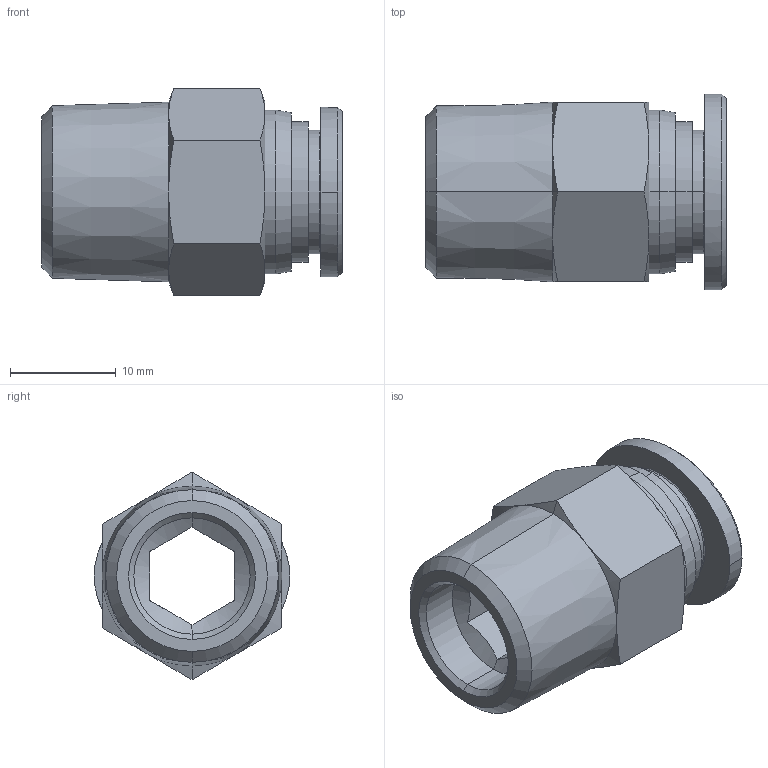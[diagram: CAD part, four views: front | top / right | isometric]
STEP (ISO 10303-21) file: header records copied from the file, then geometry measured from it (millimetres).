
FILE_DESCRIPTION((''),'2;1');
FILE_NAME('GPC 1003(3D).stp','2012-12-20T14:03:11',(''),(''),'Mechanical Desktop.R8.0.24.0','Mechanical Desktop.R8.0.24.0',', , ');
FILE_SCHEMA(('CONFIG_CONTROL_DESIGN'));
Length unit declared in the file: millimetre
Products named in the file (2): GPC 1003(3D); ºÎÇ°1
Assembly tree (1 placements, depth 2):
  GPC 1003(3D)
    ºÎÇ°1
Bounding box: 28.4 x 18.5 x 19.63 mm (x, y, z)
Volume: 3863.5 mm3; surface area: 2930.1 mm2
Topology: 1 solids, 1 shells, 444 faces, 1247 edges, 821 vertices
Faces by surface type: plane 395, cone 30, cylinder 11, bspline 8
Entity records: 14466 total; most frequent: CARTESIAN_POINT 2997, ORIENTED_EDGE 2494, DIRECTION 2131, EDGE_CURVE 1247, VECTOR 1149, LINE 1149, VERTEX_POINT 821, AXIS2_PLACEMENT_3D 491
